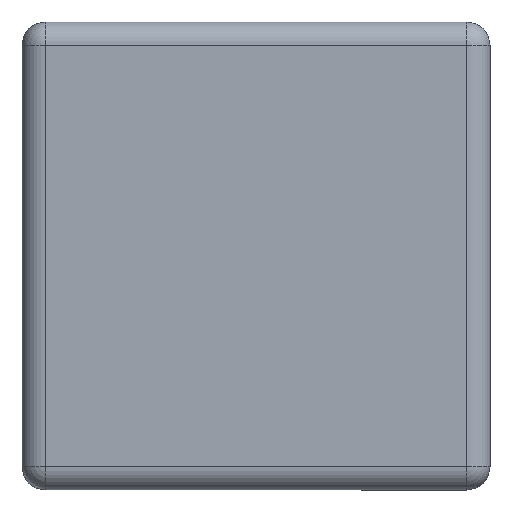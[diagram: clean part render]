
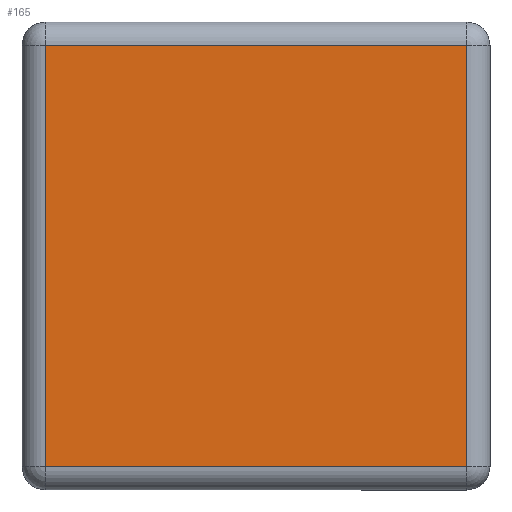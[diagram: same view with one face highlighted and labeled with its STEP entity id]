
A CAD part, front view. The second image highlights one B-rep face of the part: STEP entity #165.
In plain terms, the highlighted planar face has unit normal (0, -1, 0).
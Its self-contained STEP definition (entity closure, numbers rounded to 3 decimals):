
#165=ADVANCED_FACE('',(#305),#307,.T.);
#305=FACE_BOUND('',#306,.T.);
#306=EDGE_LOOP('',(#644,#645,#646,#647));
#307=PLANE('',#308);
#308=AXIS2_PLACEMENT_3D('',#309,#310,#311);
#309=CARTESIAN_POINT('',(-0.15,0.,0.3));
#310=DIRECTION('',(0.,-1.,0.));
#311=DIRECTION('',(0.,0.,-1.));
#644=ORIENTED_EDGE('',*,*,#840,.F.);
#645=ORIENTED_EDGE('',*,*,#841,.F.);
#646=ORIENTED_EDGE('',*,*,#842,.T.);
#647=ORIENTED_EDGE('',*,*,#843,.T.);
#840=EDGE_CURVE('',#984,#985,#986,.T.);
#841=EDGE_CURVE('',#987,#984,#988,.T.);
#842=EDGE_CURVE('',#987,#989,#990,.T.);
#843=EDGE_CURVE('',#989,#985,#991,.T.);
#984=VERTEX_POINT('',#1228);
#985=VERTEX_POINT('',#1229);
#986=LINE('',#1230,#1231);
#987=VERTEX_POINT('',#1233);
#988=LINE('',#1234,#1235);
#989=VERTEX_POINT('',#1237);
#990=LINE('',#1238,#1239);
#991=LINE('',#1241,#1242);
#1228=CARTESIAN_POINT('',(0.135,0.,0.285));
#1229=CARTESIAN_POINT('',(0.135,0.,0.015));
#1230=CARTESIAN_POINT('',(0.135,0.,0.285));
#1231=VECTOR('',#1232,1.);
#1232=DIRECTION('',(0.,0.,-1.));
#1233=CARTESIAN_POINT('',(-0.135,0.,0.285));
#1234=CARTESIAN_POINT('',(-0.135,0.,0.285));
#1235=VECTOR('',#1236,1.);
#1236=DIRECTION('',(1.,0.,0.));
#1237=CARTESIAN_POINT('',(-0.135,0.,0.015));
#1238=CARTESIAN_POINT('',(-0.135,0.,0.285));
#1239=VECTOR('',#1240,1.);
#1240=DIRECTION('',(0.,0.,-1.));
#1241=CARTESIAN_POINT('',(-0.135,0.,0.015));
#1242=VECTOR('',#1243,1.);
#1243=DIRECTION('',(1.,0.,0.));
